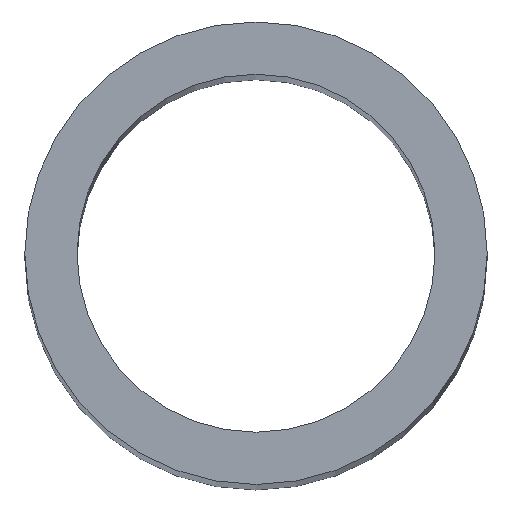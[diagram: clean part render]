
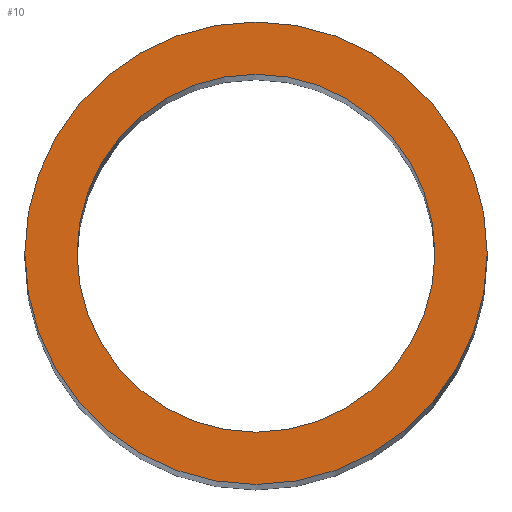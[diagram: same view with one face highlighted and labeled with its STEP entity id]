
A CAD part, top view. The second image highlights one B-rep face of the part: STEP entity #10.
In plain terms, the highlighted planar face has unit normal (0, 0, 1).
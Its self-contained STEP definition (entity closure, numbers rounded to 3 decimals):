
#1 = AXIS2_PLACEMENT_3D ( 'NONE', #90, #108, #169 ) ;
#5 = CARTESIAN_POINT ( 'NONE',  ( 3.425, 0., 60.96 ) ) ;
#9 = CARTESIAN_POINT ( 'NONE',  ( 0., 0., 60.96 ) ) ;
#10 = ADVANCED_FACE ( 'NONE', ( #78, #214 ), #171, .T. ) ;
#12 = AXIS2_PLACEMENT_3D ( 'NONE', #189, #94, #22 ) ;
#22 = DIRECTION ( 'NONE',  ( 1., 0., 0. ) ) ;
#25 = DIRECTION ( 'NONE',  ( 1., 0., 0. ) ) ;
#28 = AXIS2_PLACEMENT_3D ( 'NONE', #58, #76, #25 ) ;
#29 = DIRECTION ( 'NONE',  ( 1., 0., 0. ) ) ;
#47 = CIRCLE ( 'NONE', #1, 4.425 ) ;
#50 = VERTEX_POINT ( 'NONE', #115 ) ;
#52 = EDGE_CURVE ( 'NONE', #92, #50, #47, .T. ) ;
#54 = CIRCLE ( 'NONE', #12, 3.425 ) ;
#55 = CARTESIAN_POINT ( 'NONE',  ( 0., 0., 60.96 ) ) ;
#58 = CARTESIAN_POINT ( 'NONE',  ( 0., 0., 60.96 ) ) ;
#65 = ORIENTED_EDGE ( 'NONE', *, *, #210, .F. ) ;
#74 = CIRCLE ( 'NONE', #28, 4.425 ) ;
#76 = DIRECTION ( 'NONE',  ( 0., 0., 1. ) ) ;
#78 = FACE_OUTER_BOUND ( 'NONE', #162, .T. ) ;
#90 = CARTESIAN_POINT ( 'NONE',  ( 0., 0., 60.96 ) ) ;
#92 = VERTEX_POINT ( 'NONE', #213 ) ;
#94 = DIRECTION ( 'NONE',  ( 0., 0., 1. ) ) ;
#95 = DIRECTION ( 'NONE',  ( 0., 0., 1. ) ) ;
#104 = ORIENTED_EDGE ( 'NONE', *, *, #160, .T. ) ;
#107 = AXIS2_PLACEMENT_3D ( 'NONE', #9, #179, #29 ) ;
#108 = DIRECTION ( 'NONE',  ( 0., 0., 1. ) ) ;
#112 = EDGE_CURVE ( 'NONE', #166, #209, #54, .T. ) ;
#115 = CARTESIAN_POINT ( 'NONE',  ( -4.425, 0., 60.96 ) ) ;
#121 = EDGE_LOOP ( 'NONE', ( #65, #150 ) ) ;
#139 = DIRECTION ( 'NONE',  ( 1., 0., 0. ) ) ;
#142 = ORIENTED_EDGE ( 'NONE', *, *, #52, .T. ) ;
#150 = ORIENTED_EDGE ( 'NONE', *, *, #112, .F. ) ;
#160 = EDGE_CURVE ( 'NONE', #50, #92, #74, .T. ) ;
#162 = EDGE_LOOP ( 'NONE', ( #104, #142 ) ) ;
#166 = VERTEX_POINT ( 'NONE', #5 ) ;
#169 = DIRECTION ( 'NONE',  ( 1., 0., 0. ) ) ;
#171 = PLANE ( 'NONE',  #203 ) ;
#179 = DIRECTION ( 'NONE',  ( 0., 0., 1. ) ) ;
#186 = CIRCLE ( 'NONE', #107, 3.425 ) ;
#189 = CARTESIAN_POINT ( 'NONE',  ( 0., 0., 60.96 ) ) ;
#195 = CARTESIAN_POINT ( 'NONE',  ( -3.425, 0., 60.96 ) ) ;
#203 = AXIS2_PLACEMENT_3D ( 'NONE', #55, #95, #139 ) ;
#209 = VERTEX_POINT ( 'NONE', #195 ) ;
#210 = EDGE_CURVE ( 'NONE', #209, #166, #186, .T. ) ;
#213 = CARTESIAN_POINT ( 'NONE',  ( 4.425, 0., 60.96 ) ) ;
#214 = FACE_BOUND ( 'NONE', #121, .T. ) ;
